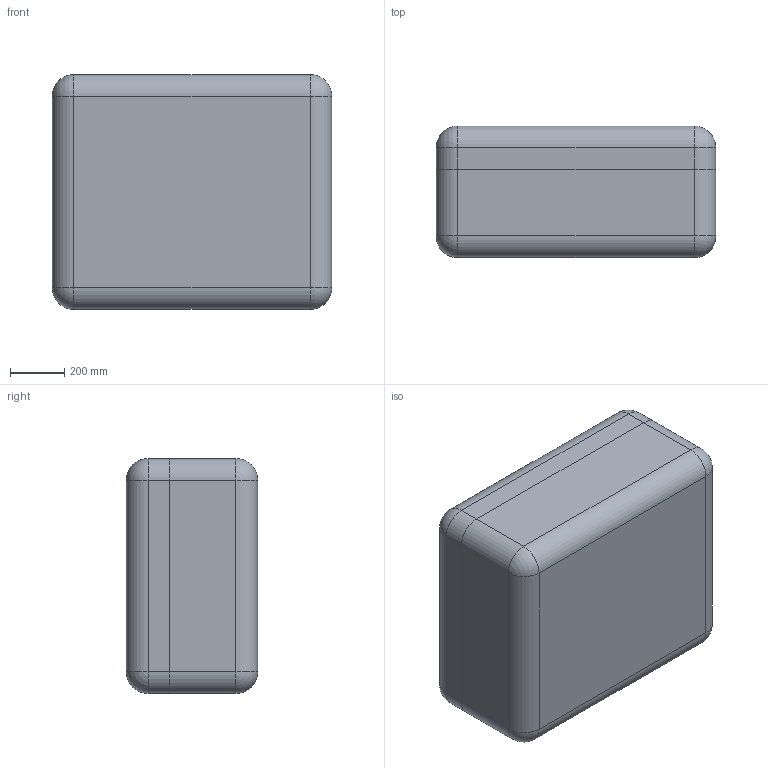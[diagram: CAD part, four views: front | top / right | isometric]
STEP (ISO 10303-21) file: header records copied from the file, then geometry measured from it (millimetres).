
FILE_DESCRIPTION (( 'STEP AP214' ), '1' );
FILE_NAME ('Òðàíñïîðòíûé êîíòåéíåð ÀÄÌÈÐÀË®ÏÐÎÔÅÑÑÈÎÍÀËÜÍÛÅ 196_óïðîùåííàÿ 3D-ìîäåëü.STEP', '2025-09-04T08:32:21', ( '' ), ( '' ), 'SwSTEP 2.0', 'SolidWorks 2021', '' );
FILE_SCHEMA (( 'AUTOMOTIVE_DESIGN' ));
Length unit declared in the file: millimetre
Products named in the file (3): Lid 196_摨喈楗狅; BASE 199_摨喈楗狅; Òðàíñïîðòíûé êîíòåéíåð ÀÄÌÈÐÀË®ÏÐÎÔÅÑÑÈÎÍÀËÜÍÛÅ 196_óïðîùåííàÿ 3D-ìîäåëü
Assembly tree (2 placements, depth 2):
  Òðàíñïîðòíûé êîíòåéíåð ÀÄÌÈÐÀË®ÏÐÎÔÅÑÑÈÎÍÀËÜÍÛÅ 196_óïðîùåííàÿ 3D-ìîäåëü
    BASE 199_摨喈楗狅
    Lid 196_摨喈楗狅
Bounding box: 1027.26 x 483.08 x 863.07 mm (x, y, z)
Volume: 165477738.6 mm3; surface area: 7444151.9 mm2
Topology: 2 solids, 2 shells, 2058 faces, 5028 edges, 2948 vertices
Faces by surface type: cylinder 820, bspline 512, plane 442, torus 220, sphere 36, cone 28
Entity records: 94220 total; most frequent: CARTESIAN_POINT 49389, ORIENTED_EDGE 9888, DIRECTION 8946, EDGE_CURVE 4944, AXIS2_PLACEMENT_3D 3551, VERTEX_POINT 2948, EDGE_LOOP 2124, FACE_OUTER_BOUND 2058
